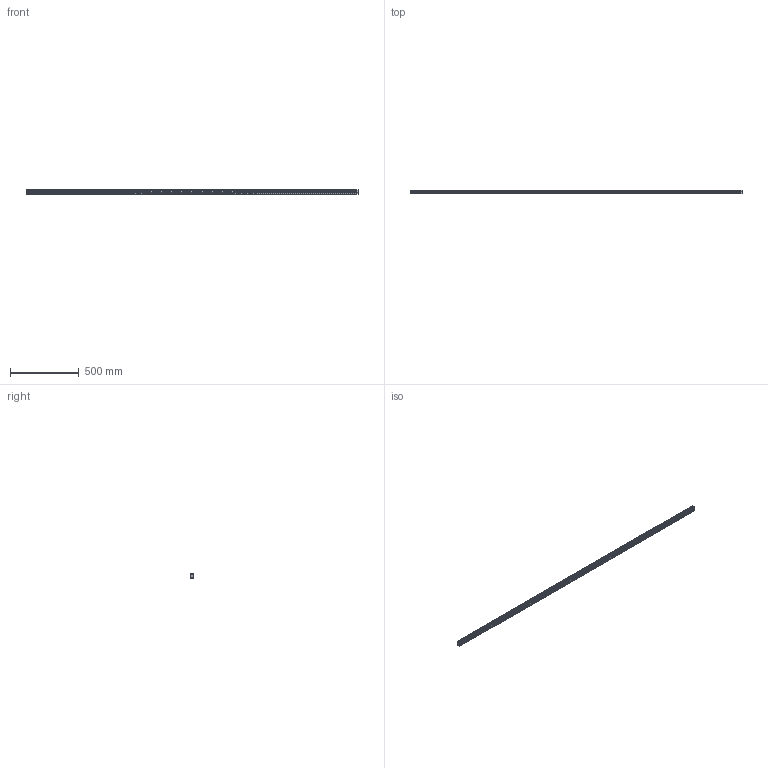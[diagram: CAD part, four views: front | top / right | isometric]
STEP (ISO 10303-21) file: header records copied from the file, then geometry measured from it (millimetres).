
FILE_DESCRIPTION (( 'STEP AP214' ), '1' );
FILE_NAME ('SHS35C1SS-2410L_G45_0_B-M6F_1144_0_0_0_1.STEP', '2021-06-22T10:52:08', ( '' ), ( '' ), 'SwSTEP 2.0', 'SolidWorks 2021', '' );
FILE_SCHEMA (( 'AUTOMOTIVE_DESIGN' ));
Length unit declared in the file: millimetre
Products named in the file (2): SHS35C1SS-2410L_G45_0_B-M6F_1144_0_0_0_1; _SHS35C241045 Track
Assembly tree (1 placements, depth 2):
  SHS35C1SS-2410L_G45_0_B-M6F_1144_0_0_0_1
    _SHS35C241045 Track
Bounding box: 2410 x 26 x 34 mm (x, y, z)
Volume: 1835152 mm3; surface area: 319750.8 mm2
Topology: 1 solids, 1 shells, 348 faces, 1038 edges, 692 vertices
Faces by surface type: cylinder 204, plane 144
Entity records: 12396 total; most frequent: CARTESIAN_POINT 3042, ORIENTED_EDGE 2076, DIRECTION 1910, EDGE_CURVE 1038, AXIS2_PLACEMENT_3D 760, VERTEX_POINT 692, CIRCLE 408, EDGE_LOOP 408
